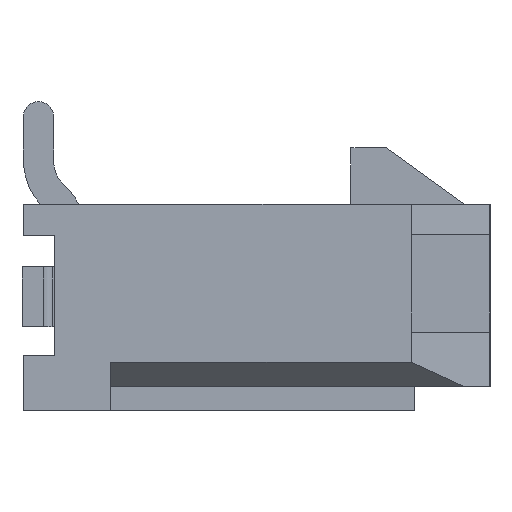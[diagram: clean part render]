
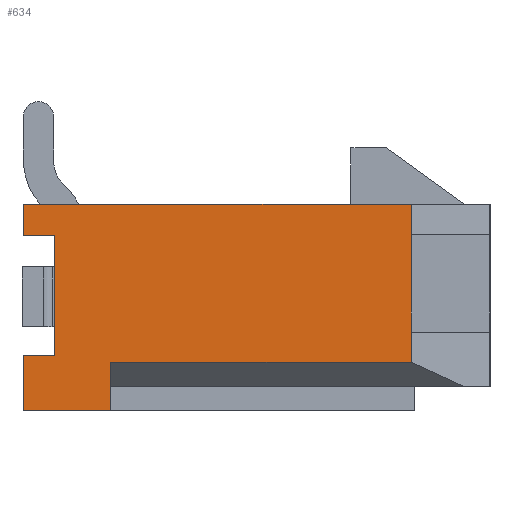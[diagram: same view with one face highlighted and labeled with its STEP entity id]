
A CAD part, left-side view. The second image highlights one B-rep face of the part: STEP entity #634.
In plain terms, the highlighted planar face has unit normal (-1, 0, 0).
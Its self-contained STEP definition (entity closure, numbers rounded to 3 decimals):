
#294=FACE_OUTER_BOUND('',#1304,.T.);
#634=ADVANCED_FACE('',(#294),#975,.T.);
#975=PLANE('',#6180);
#1304=EDGE_LOOP('',(#1829,#1830,#1831,#1832,#1833,#1834,#1835,#1836,#1837,
#1838,#1839,#1840));
#1829=ORIENTED_EDGE('',*,*,#4108,.F.);
#1830=ORIENTED_EDGE('',*,*,#4109,.T.);
#1831=ORIENTED_EDGE('',*,*,#4110,.F.);
#1832=ORIENTED_EDGE('',*,*,#4111,.F.);
#1833=ORIENTED_EDGE('',*,*,#4112,.F.);
#1834=ORIENTED_EDGE('',*,*,#3965,.F.);
#1835=ORIENTED_EDGE('',*,*,#4113,.T.);
#1836=ORIENTED_EDGE('',*,*,#4114,.T.);
#1837=ORIENTED_EDGE('',*,*,#3922,.T.);
#1838=ORIENTED_EDGE('',*,*,#4115,.T.);
#1839=ORIENTED_EDGE('',*,*,#4107,.T.);
#1840=ORIENTED_EDGE('',*,*,#4116,.T.);
#3364=VERTEX_POINT('',#8398);
#3365=VERTEX_POINT('',#8399);
#3405=VERTEX_POINT('',#8484);
#3406=VERTEX_POINT('',#8486);
#3542=VERTEX_POINT('',#8769);
#3546=VERTEX_POINT('',#8778);
#3547=VERTEX_POINT('',#8782);
#3548=VERTEX_POINT('',#8783);
#3549=VERTEX_POINT('',#8785);
#3550=VERTEX_POINT('',#8787);
#3551=VERTEX_POINT('',#8789);
#3552=VERTEX_POINT('',#8792);
#3922=EDGE_CURVE('',#3364,#3365,#4784,.T.);
#3965=EDGE_CURVE('',#3405,#3406,#4827,.T.);
#4107=EDGE_CURVE('',#3542,#3546,#4969,.T.);
#4108=EDGE_CURVE('',#3547,#3548,#4970,.T.);
#4109=EDGE_CURVE('',#3547,#3549,#4971,.T.);
#4110=EDGE_CURVE('',#3550,#3549,#4972,.T.);
#4111=EDGE_CURVE('',#3551,#3550,#4973,.T.);
#4112=EDGE_CURVE('',#3406,#3551,#4974,.T.);
#4113=EDGE_CURVE('',#3405,#3552,#4975,.T.);
#4114=EDGE_CURVE('',#3552,#3364,#4976,.T.);
#4115=EDGE_CURVE('',#3365,#3542,#4977,.T.);
#4116=EDGE_CURVE('',#3546,#3548,#4978,.T.);
#4784=LINE('',#8397,#5474);
#4827=LINE('',#8485,#5517);
#4969=LINE('',#8779,#5659);
#4970=LINE('',#8781,#5660);
#4971=LINE('',#8784,#5661);
#4972=LINE('',#8786,#5662);
#4973=LINE('',#8788,#5663);
#4974=LINE('',#8790,#5664);
#4975=LINE('',#8791,#5665);
#4976=LINE('',#8793,#5666);
#4977=LINE('',#8794,#5667);
#4978=LINE('',#8795,#5668);
#5474=VECTOR('',#6680,1.);
#5517=VECTOR('',#6729,1.);
#5659=VECTOR('',#6893,1.);
#5660=VECTOR('',#6896,1.);
#5661=VECTOR('',#6897,1.);
#5662=VECTOR('',#6898,1.);
#5663=VECTOR('',#6899,1.);
#5664=VECTOR('',#6900,1.);
#5665=VECTOR('',#6901,1.);
#5666=VECTOR('',#6902,1.);
#5667=VECTOR('',#6903,1.);
#5668=VECTOR('',#6904,1.);
#6180=AXIS2_PLACEMENT_3D('',#8796,#6905,#6906);
#6680=DIRECTION('',(0.,0.,-1.));
#6729=DIRECTION('',(0.,-1.,0.));
#6893=DIRECTION('',(0.,0.,-1.));
#6896=DIRECTION('',(0.,0.,-1.));
#6897=DIRECTION('',(0.,-1.,0.));
#6898=DIRECTION('',(0.,0.,-1.));
#6899=DIRECTION('',(0.,0.,-1.));
#6900=DIRECTION('',(0.,0.,-1.));
#6901=DIRECTION('',(0.,0.,-1.));
#6902=DIRECTION('',(0.,-1.,0.));
#6903=DIRECTION('',(0.,1.,0.));
#6904=DIRECTION('',(0.,-1.,0.));
#6905=DIRECTION('',(-1.,0.,0.));
#6906=DIRECTION('',(0.,0.,1.));
#8397=CARTESIAN_POINT('',(-16.83,9.23,3.2));
#8398=CARTESIAN_POINT('',(-16.83,9.23,3.2));
#8399=CARTESIAN_POINT('',(-16.83,9.23,0.66));
#8484=CARTESIAN_POINT('',(-16.83,9.9,3.86));
#8485=CARTESIAN_POINT('',(-16.83,9.9,3.86));
#8486=CARTESIAN_POINT('',(-16.83,1.668,3.86));
#8769=CARTESIAN_POINT('',(-16.83,9.9,0.66));
#8778=CARTESIAN_POINT('',(-16.83,9.9,-0.51));
#8779=CARTESIAN_POINT('',(-16.83,9.9,3.86));
#8781=CARTESIAN_POINT('',(-16.83,8.05,-0.51));
#8782=CARTESIAN_POINT('',(-16.83,8.05,0.51));
#8783=CARTESIAN_POINT('',(-16.83,8.05,-0.51));
#8784=CARTESIAN_POINT('',(-16.83,9.9,0.51));
#8785=CARTESIAN_POINT('',(-16.83,1.668,0.51));
#8786=CARTESIAN_POINT('',(-16.83,1.668,38.214));
#8787=CARTESIAN_POINT('',(-16.83,1.668,1.15));
#8788=CARTESIAN_POINT('',(-16.83,1.668,3.22));
#8789=CARTESIAN_POINT('',(-16.83,1.668,3.22));
#8790=CARTESIAN_POINT('',(-16.83,1.668,38.214));
#8791=CARTESIAN_POINT('',(-16.83,9.9,3.86));
#8792=CARTESIAN_POINT('',(-16.83,9.9,3.2));
#8793=CARTESIAN_POINT('',(-16.83,9.9,3.2));
#8794=CARTESIAN_POINT('',(-16.83,9.23,0.66));
#8795=CARTESIAN_POINT('',(-16.83,8.05,-0.51));
#8796=CARTESIAN_POINT('',(-16.83,9.9,3.86));
